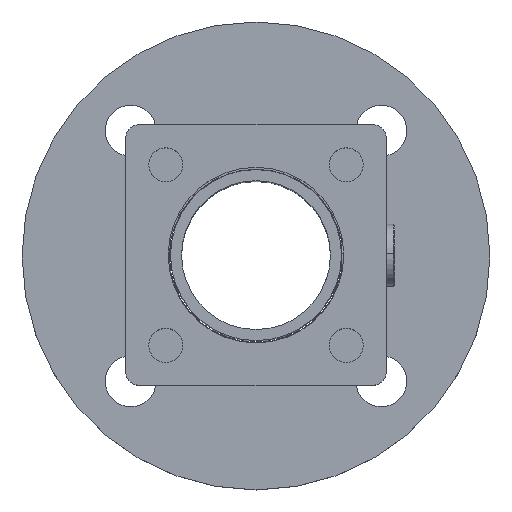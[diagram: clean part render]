
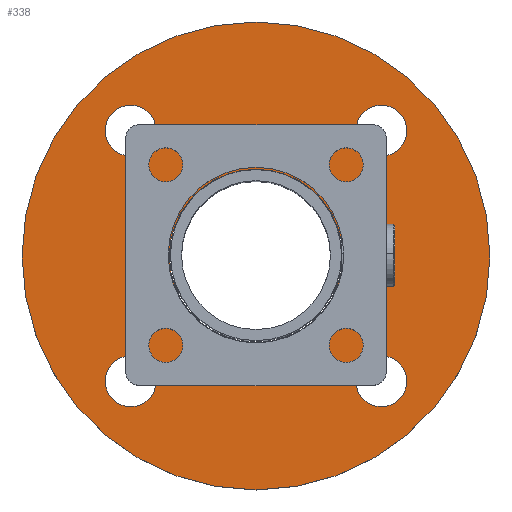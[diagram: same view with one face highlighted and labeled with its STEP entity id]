
A CAD part, top view. The second image highlights one B-rep face of the part: STEP entity #338.
In plain terms, the highlighted face is planar.
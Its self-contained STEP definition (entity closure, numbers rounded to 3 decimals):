
#60 = CIRCLE ( 'NONE', #1170, 30.55 ) ;
#88 = CARTESIAN_POINT ( 'NONE',  ( 44.194, 0., -44.194 ) ) ;
#103 = EDGE_CURVE ( 'NONE', #2331, #642, #1021, .T. ) ;
#106 = CIRCLE ( 'NONE', #1452, 30.55 ) ;
#118 = CARTESIAN_POINT ( 'NONE',  ( -53.194, 0., -44.194 ) ) ;
#156 = CARTESIAN_POINT ( 'NONE',  ( -44.194, 0., 44.194 ) ) ;
#190 = CARTESIAN_POINT ( 'NONE',  ( 44.194, 0., -35.194 ) ) ;
#196 = DIRECTION ( 'NONE',  ( 0., 0., -1. ) ) ;
#203 = EDGE_CURVE ( 'NONE', #1189, #386, #1618, .T. ) ;
#205 = CARTESIAN_POINT ( 'NONE',  ( 44.194, 0., -44.194 ) ) ;
#215 = DIRECTION ( 'NONE',  ( 0., 1., 0. ) ) ;
#338 = ADVANCED_FACE ( 'NONE', ( #703, #1432, #527, #1274, #559, #1973 ), #1807, .F. ) ;
#347 = CARTESIAN_POINT ( 'NONE',  ( -30.55, 0., 0. ) ) ;
#386 = VERTEX_POINT ( 'NONE', #190 ) ;
#413 = CIRCLE ( 'NONE', #989, 9. ) ;
#435 = DIRECTION ( 'NONE',  ( 0., 0., 1. ) ) ;
#449 = AXIS2_PLACEMENT_3D ( 'NONE', #1530, #784, #2326 ) ;
#458 = DIRECTION ( 'NONE',  ( 0., 1., 0. ) ) ;
#472 = DIRECTION ( 'NONE',  ( 0., -1., 0. ) ) ;
#480 = EDGE_CURVE ( 'NONE', #2221, #1061, #60, .T. ) ;
#527 = FACE_BOUND ( 'NONE', #1293, .T. ) ;
#559 = FACE_OUTER_BOUND ( 'NONE', #1306, .T. ) ;
#578 = CIRCLE ( 'NONE', #2209, 9. ) ;
#605 = CARTESIAN_POINT ( 'NONE',  ( 0., 0., 30.55 ) ) ;
#612 = CARTESIAN_POINT ( 'NONE',  ( -44.194, 0., -44.194 ) ) ;
#642 = VERTEX_POINT ( 'NONE', #118 ) ;
#643 = AXIS2_PLACEMENT_3D ( 'NONE', #721, #1249, #1584 ) ;
#648 = CIRCLE ( 'NONE', #449, 9. ) ;
#656 = CARTESIAN_POINT ( 'NONE',  ( -44.194, 0., -44.194 ) ) ;
#657 = DIRECTION ( 'NONE',  ( 0., -1., 0. ) ) ;
#681 = CARTESIAN_POINT ( 'NONE',  ( 44.194, 0., 44.194 ) ) ;
#702 = CARTESIAN_POINT ( 'NONE',  ( 0., 0., -30.55 ) ) ;
#703 = FACE_BOUND ( 'NONE', #962, .T. ) ;
#721 = CARTESIAN_POINT ( 'NONE',  ( -44.194, 0., 44.194 ) ) ;
#784 = DIRECTION ( 'NONE',  ( 0., -1., 0. ) ) ;
#825 = DIRECTION ( 'NONE',  ( 1., 0., 0. ) ) ;
#835 = CIRCLE ( 'NONE', #1548, 82.5 ) ;
#842 = ORIENTED_EDGE ( 'NONE', *, *, #1589, .F. ) ;
#851 = DIRECTION ( 'NONE',  ( 0., -1., 0. ) ) ;
#853 = CARTESIAN_POINT ( 'NONE',  ( -44.194, 0., 53.194 ) ) ;
#858 = EDGE_CURVE ( 'NONE', #1615, #2008, #2011, .T. ) ;
#870 = EDGE_CURVE ( 'NONE', #2008, #1615, #1547, .T. ) ;
#884 = DIRECTION ( 'NONE',  ( 0., -1., 0. ) ) ;
#885 = CARTESIAN_POINT ( 'NONE',  ( 0., 0., 82.5 ) ) ;
#895 = VERTEX_POINT ( 'NONE', #885 ) ;
#910 = DIRECTION ( 'NONE',  ( 0., 0., 1. ) ) ;
#914 = VERTEX_POINT ( 'NONE', #1693 ) ;
#916 = DIRECTION ( 'NONE',  ( 0., -1., 0. ) ) ;
#940 = ORIENTED_EDGE ( 'NONE', *, *, #103, .F. ) ;
#962 = EDGE_LOOP ( 'NONE', ( #940, #1616 ) ) ;
#989 = AXIS2_PLACEMENT_3D ( 'NONE', #681, #472, #825 ) ;
#994 = AXIS2_PLACEMENT_3D ( 'NONE', #656, #851, #2103 ) ;
#1001 = DIRECTION ( 'NONE',  ( 0., 0., 1. ) ) ;
#1021 = CIRCLE ( 'NONE', #2314, 9. ) ;
#1061 = VERTEX_POINT ( 'NONE', #605 ) ;
#1093 = ORIENTED_EDGE ( 'NONE', *, *, #480, .T. ) ;
#1133 = ORIENTED_EDGE ( 'NONE', *, *, #858, .F. ) ;
#1148 = CARTESIAN_POINT ( 'NONE',  ( 0., 0., 0. ) ) ;
#1170 = AXIS2_PLACEMENT_3D ( 'NONE', #1195, #458, #1001 ) ;
#1189 = VERTEX_POINT ( 'NONE', #1487 ) ;
#1195 = CARTESIAN_POINT ( 'NONE',  ( 0., 0., 0. ) ) ;
#1225 = VERTEX_POINT ( 'NONE', #2217 ) ;
#1249 = DIRECTION ( 'NONE',  ( 0., -1., 0. ) ) ;
#1266 = CIRCLE ( 'NONE', #2213, 82.5 ) ;
#1274 = FACE_BOUND ( 'NONE', #1483, .T. ) ;
#1293 = EDGE_LOOP ( 'NONE', ( #2341, #1360 ) ) ;
#1306 = EDGE_LOOP ( 'NONE', ( #1682, #842 ) ) ;
#1322 = DIRECTION ( 'NONE',  ( -1., 0., 0. ) ) ;
#1347 = DIRECTION ( 'NONE',  ( 0., -1., 0. ) ) ;
#1360 = ORIENTED_EDGE ( 'NONE', *, *, #2005, .F. ) ;
#1365 = ORIENTED_EDGE ( 'NONE', *, *, #203, .F. ) ;
#1393 = CARTESIAN_POINT ( 'NONE',  ( 53.194, 0., 44.194 ) ) ;
#1432 = FACE_BOUND ( 'NONE', #1462, .T. ) ;
#1452 = AXIS2_PLACEMENT_3D ( 'NONE', #1737, #2093, #1939 ) ;
#1462 = EDGE_LOOP ( 'NONE', ( #1984, #1133 ) ) ;
#1469 = VERTEX_POINT ( 'NONE', #1393 ) ;
#1483 = EDGE_LOOP ( 'NONE', ( #2256, #1365 ) ) ;
#1487 = CARTESIAN_POINT ( 'NONE',  ( 44.194, 0., -53.194 ) ) ;
#1530 = CARTESIAN_POINT ( 'NONE',  ( 44.194, 0., 44.194 ) ) ;
#1547 = CIRCLE ( 'NONE', #2047, 9. ) ;
#1548 = AXIS2_PLACEMENT_3D ( 'NONE', #2328, #1755, #2303 ) ;
#1562 = CARTESIAN_POINT ( 'NONE',  ( -44.194, 0., 35.194 ) ) ;
#1584 = DIRECTION ( 'NONE',  ( 0., 0., 1. ) ) ;
#1589 = EDGE_CURVE ( 'NONE', #914, #895, #835, .T. ) ;
#1592 = EDGE_CURVE ( 'NONE', #1225, #1469, #413, .T. ) ;
#1615 = VERTEX_POINT ( 'NONE', #853 ) ;
#1616 = ORIENTED_EDGE ( 'NONE', *, *, #2141, .F. ) ;
#1618 = CIRCLE ( 'NONE', #2282, 9. ) ;
#1682 = ORIENTED_EDGE ( 'NONE', *, *, #1817, .F. ) ;
#1687 = AXIS2_PLACEMENT_3D ( 'NONE', #347, #1790, #910 ) ;
#1693 = CARTESIAN_POINT ( 'NONE',  ( 0., 0., -82.5 ) ) ;
#1737 = CARTESIAN_POINT ( 'NONE',  ( 0., 0., 0. ) ) ;
#1740 = EDGE_CURVE ( 'NONE', #386, #1189, #578, .T. ) ;
#1755 = DIRECTION ( 'NONE',  ( 0., 1., 0. ) ) ;
#1790 = DIRECTION ( 'NONE',  ( 0., 1., 0. ) ) ;
#1807 = PLANE ( 'NONE',  #1687 ) ;
#1816 = ORIENTED_EDGE ( 'NONE', *, *, #2097, .T. ) ;
#1817 = EDGE_CURVE ( 'NONE', #895, #914, #1266, .T. ) ;
#1939 = DIRECTION ( 'NONE',  ( 0., 0., 1. ) ) ;
#1973 = FACE_BOUND ( 'NONE', #2178, .T. ) ;
#1984 = ORIENTED_EDGE ( 'NONE', *, *, #870, .F. ) ;
#2003 = DIRECTION ( 'NONE',  ( 0., 0., 1. ) ) ;
#2005 = EDGE_CURVE ( 'NONE', #1469, #1225, #648, .T. ) ;
#2008 = VERTEX_POINT ( 'NONE', #1562 ) ;
#2011 = CIRCLE ( 'NONE', #643, 9. ) ;
#2042 = CARTESIAN_POINT ( 'NONE',  ( -35.194, 0., -44.194 ) ) ;
#2047 = AXIS2_PLACEMENT_3D ( 'NONE', #156, #916, #2003 ) ;
#2093 = DIRECTION ( 'NONE',  ( 0., 1., 0. ) ) ;
#2097 = EDGE_CURVE ( 'NONE', #1061, #2221, #106, .T. ) ;
#2103 = DIRECTION ( 'NONE',  ( -1., 0., 0. ) ) ;
#2125 = CIRCLE ( 'NONE', #994, 9. ) ;
#2141 = EDGE_CURVE ( 'NONE', #642, #2331, #2125, .T. ) ;
#2178 = EDGE_LOOP ( 'NONE', ( #1816, #1093 ) ) ;
#2209 = AXIS2_PLACEMENT_3D ( 'NONE', #205, #884, #196 ) ;
#2213 = AXIS2_PLACEMENT_3D ( 'NONE', #1148, #215, #435 ) ;
#2217 = CARTESIAN_POINT ( 'NONE',  ( 35.194, 0., 44.194 ) ) ;
#2221 = VERTEX_POINT ( 'NONE', #702 ) ;
#2256 = ORIENTED_EDGE ( 'NONE', *, *, #1740, .F. ) ;
#2279 = DIRECTION ( 'NONE',  ( 0., 0., -1. ) ) ;
#2282 = AXIS2_PLACEMENT_3D ( 'NONE', #88, #657, #2279 ) ;
#2303 = DIRECTION ( 'NONE',  ( 0., 0., 1. ) ) ;
#2314 = AXIS2_PLACEMENT_3D ( 'NONE', #612, #1347, #1322 ) ;
#2326 = DIRECTION ( 'NONE',  ( 1., 0., 0. ) ) ;
#2328 = CARTESIAN_POINT ( 'NONE',  ( 0., 0., 0. ) ) ;
#2331 = VERTEX_POINT ( 'NONE', #2042 ) ;
#2341 = ORIENTED_EDGE ( 'NONE', *, *, #1592, .F. ) ;
